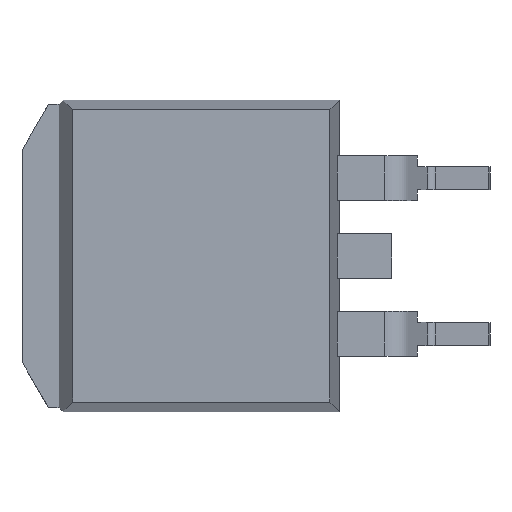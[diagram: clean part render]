
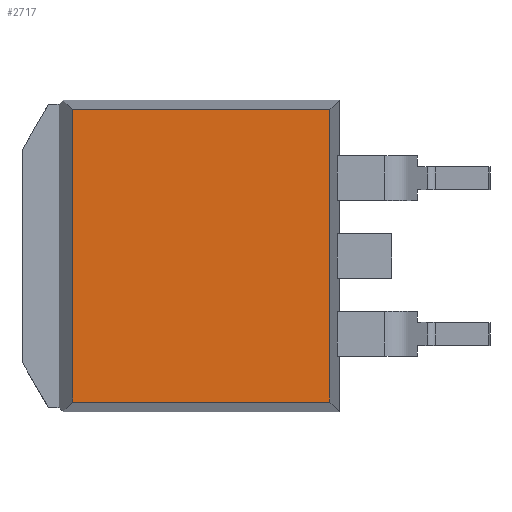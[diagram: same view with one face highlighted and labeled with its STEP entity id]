
A CAD part, top view. The second image highlights one B-rep face of the part: STEP entity #2717.
In plain terms, the highlighted planar face has unit normal (0, 0, 1).
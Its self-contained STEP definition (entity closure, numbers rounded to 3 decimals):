
#1460 = PLANE('',#1461);
#1461 = AXIS2_PLACEMENT_3D('',#1462,#1463,#1464);
#1462 = CARTESIAN_POINT('',(5.123,-5.08,
    2.633));
#1463 = DIRECTION('',(0.991,0.,0.131)
  );
#1464 = DIRECTION('',(0.131,0.,-0.991)
  );
#1832 = PLANE('',#1833);
#1833 = AXIS2_PLACEMENT_3D('',#1834,#1835,#1836);
#1834 = CARTESIAN_POINT('',(-3.892,-5.08,
    2.633));
#1835 = DIRECTION('',(0.,-0.991,0.131)
  );
#1836 = DIRECTION('',(0.,-0.131,-0.991
    ));
#1860 = PLANE('',#1861);
#1861 = AXIS2_PLACEMENT_3D('',#1862,#1863,#1864);
#1862 = CARTESIAN_POINT('',(-3.892,-5.08,
    2.633));
#1863 = DIRECTION('',(-0.991,0.,0.131)
  );
#1864 = DIRECTION('',(0.131,0.,0.991)
  );
#1993 = PLANE('',#1994);
#1994 = AXIS2_PLACEMENT_3D('',#1995,#1996,#1997);
#1995 = CARTESIAN_POINT('',(-3.892,5.08,
    2.633));
#1996 = DIRECTION('',(0.,0.991,0.131));
#1997 = DIRECTION('',(0.,-0.131,0.991)
  );
#2310 = VERTEX_POINT('',#2311);
#2311 = CARTESIAN_POINT('',(4.809,-4.766,
    5.018));
#2332 = EDGE_CURVE('',#2333,#2310,#2335,.T.);
#2333 = VERTEX_POINT('',#2334);
#2334 = CARTESIAN_POINT('',(-3.578,-4.766,
    5.018));
#2335 = SURFACE_CURVE('',#2336,(#2340,#2347),.PCURVE_S1.);
#2336 = LINE('',#2337,#2338);
#2337 = CARTESIAN_POINT('',(-3.892,-4.766,
    5.018));
#2338 = VECTOR('',#2339,1.);
#2339 = DIRECTION('',(1.,0.,0.));
#2340 = PCURVE('',#1832,#2341);
#2341 = DEFINITIONAL_REPRESENTATION('',(#2342),#2346);
#2342 = LINE('',#2343,#2344);
#2343 = CARTESIAN_POINT('',(-2.406,0.));
#2344 = VECTOR('',#2345,1.);
#2345 = DIRECTION('',(0.,1.));
#2346 = ( GEOMETRIC_REPRESENTATION_CONTEXT(2) 
PARAMETRIC_REPRESENTATION_CONTEXT() REPRESENTATION_CONTEXT('2D SPACE',''
  ) );
#2347 = PCURVE('',#2348,#2353);
#2348 = PLANE('',#2349);
#2349 = AXIS2_PLACEMENT_3D('',#2350,#2351,#2352);
#2350 = CARTESIAN_POINT('',(5.123,-5.08,
    5.018));
#2351 = DIRECTION('',(0.,0.,1.));
#2352 = DIRECTION('',(1.,0.,0.));
#2353 = DEFINITIONAL_REPRESENTATION('',(#2354),#2358);
#2354 = LINE('',#2355,#2356);
#2355 = CARTESIAN_POINT('',(-9.015,0.314));
#2356 = VECTOR('',#2357,1.);
#2357 = DIRECTION('',(1.,0.));
#2358 = ( GEOMETRIC_REPRESENTATION_CONTEXT(2) 
PARAMETRIC_REPRESENTATION_CONTEXT() REPRESENTATION_CONTEXT('2D SPACE',''
  ) );
#2576 = VERTEX_POINT('',#2577);
#2577 = CARTESIAN_POINT('',(4.809,4.766,5.018
    ));
#2598 = EDGE_CURVE('',#2310,#2576,#2599,.T.);
#2599 = SURFACE_CURVE('',#2600,(#2604,#2611),.PCURVE_S1.);
#2600 = LINE('',#2601,#2602);
#2601 = CARTESIAN_POINT('',(4.809,-5.08,
    5.018));
#2602 = VECTOR('',#2603,1.);
#2603 = DIRECTION('',(0.,1.,0.));
#2604 = PCURVE('',#1460,#2605);
#2605 = DEFINITIONAL_REPRESENTATION('',(#2606),#2610);
#2606 = LINE('',#2607,#2608);
#2607 = CARTESIAN_POINT('',(-2.406,0.));
#2608 = VECTOR('',#2609,1.);
#2609 = DIRECTION('',(0.,1.));
#2610 = ( GEOMETRIC_REPRESENTATION_CONTEXT(2) 
PARAMETRIC_REPRESENTATION_CONTEXT() REPRESENTATION_CONTEXT('2D SPACE',''
  ) );
#2611 = PCURVE('',#2348,#2612);
#2612 = DEFINITIONAL_REPRESENTATION('',(#2613),#2617);
#2613 = LINE('',#2614,#2615);
#2614 = CARTESIAN_POINT('',(-0.314,0.));
#2615 = VECTOR('',#2616,1.);
#2616 = DIRECTION('',(0.,1.));
#2617 = ( GEOMETRIC_REPRESENTATION_CONTEXT(2) 
PARAMETRIC_REPRESENTATION_CONTEXT() REPRESENTATION_CONTEXT('2D SPACE',''
  ) );
#2625 = VERTEX_POINT('',#2626);
#2626 = CARTESIAN_POINT('',(-3.578,4.766,
    5.018));
#2647 = EDGE_CURVE('',#2576,#2625,#2648,.T.);
#2648 = SURFACE_CURVE('',#2649,(#2653,#2660),.PCURVE_S1.);
#2649 = LINE('',#2650,#2651);
#2650 = CARTESIAN_POINT('',(-3.892,4.766,
    5.018));
#2651 = VECTOR('',#2652,1.);
#2652 = DIRECTION('',(-1.,0.,0.));
#2653 = PCURVE('',#1993,#2654);
#2654 = DEFINITIONAL_REPRESENTATION('',(#2655),#2659);
#2655 = LINE('',#2656,#2657);
#2656 = CARTESIAN_POINT('',(2.406,0.));
#2657 = VECTOR('',#2658,1.);
#2658 = DIRECTION('',(0.,-1.));
#2659 = ( GEOMETRIC_REPRESENTATION_CONTEXT(2) 
PARAMETRIC_REPRESENTATION_CONTEXT() REPRESENTATION_CONTEXT('2D SPACE',''
  ) );
#2660 = PCURVE('',#2348,#2661);
#2661 = DEFINITIONAL_REPRESENTATION('',(#2662),#2666);
#2662 = LINE('',#2663,#2664);
#2663 = CARTESIAN_POINT('',(-9.015,9.846));
#2664 = VECTOR('',#2665,1.);
#2665 = DIRECTION('',(-1.,0.));
#2666 = ( GEOMETRIC_REPRESENTATION_CONTEXT(2) 
PARAMETRIC_REPRESENTATION_CONTEXT() REPRESENTATION_CONTEXT('2D SPACE',''
  ) );
#2697 = EDGE_CURVE('',#2625,#2333,#2698,.T.);
#2698 = SURFACE_CURVE('',#2699,(#2703,#2710),.PCURVE_S1.);
#2699 = LINE('',#2700,#2701);
#2700 = CARTESIAN_POINT('',(-3.578,-5.08,
    5.018));
#2701 = VECTOR('',#2702,1.);
#2702 = DIRECTION('',(0.,-1.,0.));
#2703 = PCURVE('',#1860,#2704);
#2704 = DEFINITIONAL_REPRESENTATION('',(#2705),#2709);
#2705 = LINE('',#2706,#2707);
#2706 = CARTESIAN_POINT('',(2.406,0.));
#2707 = VECTOR('',#2708,1.);
#2708 = DIRECTION('',(0.,-1.));
#2709 = ( GEOMETRIC_REPRESENTATION_CONTEXT(2) 
PARAMETRIC_REPRESENTATION_CONTEXT() REPRESENTATION_CONTEXT('2D SPACE',''
  ) );
#2710 = PCURVE('',#2348,#2711);
#2711 = DEFINITIONAL_REPRESENTATION('',(#2712),#2716);
#2712 = LINE('',#2713,#2714);
#2713 = CARTESIAN_POINT('',(-8.701,0.));
#2714 = VECTOR('',#2715,1.);
#2715 = DIRECTION('',(0.,-1.));
#2716 = ( GEOMETRIC_REPRESENTATION_CONTEXT(2) 
PARAMETRIC_REPRESENTATION_CONTEXT() REPRESENTATION_CONTEXT('2D SPACE',''
  ) );
#2717 = ADVANCED_FACE('',(#2718),#2348,.T.);
#2718 = FACE_BOUND('',#2719,.T.);
#2719 = EDGE_LOOP('',(#2720,#2721,#2722,#2723));
#2720 = ORIENTED_EDGE('',*,*,#2332,.T.);
#2721 = ORIENTED_EDGE('',*,*,#2598,.T.);
#2722 = ORIENTED_EDGE('',*,*,#2647,.T.);
#2723 = ORIENTED_EDGE('',*,*,#2697,.T.);
